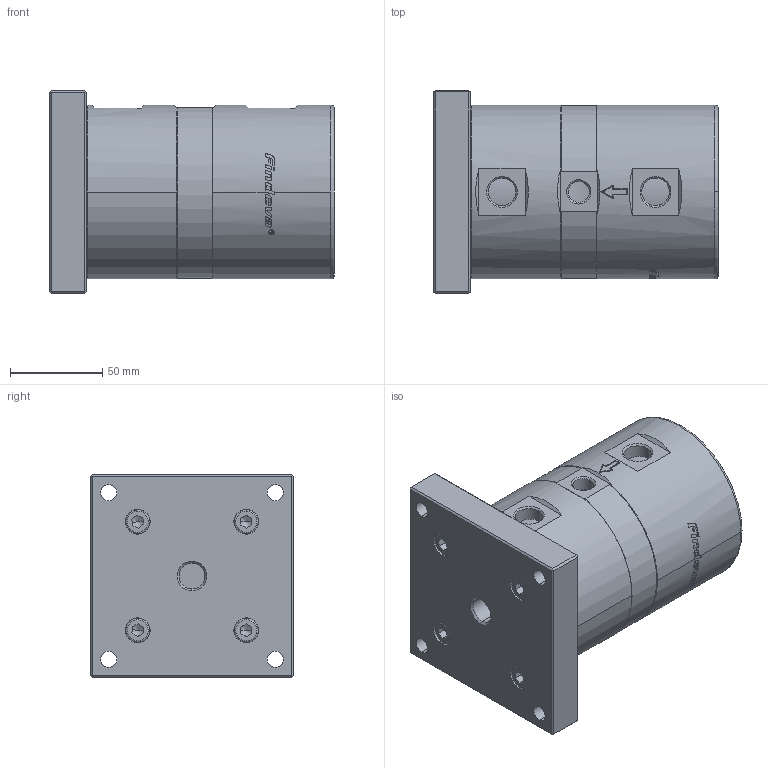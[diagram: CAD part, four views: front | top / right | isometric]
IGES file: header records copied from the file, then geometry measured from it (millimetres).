
Global section: file name: No Iges File Name specified; native system: Autodesk Inventor 2011; preprocessor: AutoDesk Inventor Iges Exporter R2011; author: Petr; date: 20120402.231757; units: millimetre
Bounding box: 154 x 110 x 110 mm (x, y, z)
Volume: 1153164.2 mm3; surface area: 81881.8 mm2
Topology: 1 solids, 5 shells, 339 faces, 894 edges, 591 vertices
Faces by surface type: bspline 141, plane 128, cylinder 39, revolution 15, torus 12, cone 4
